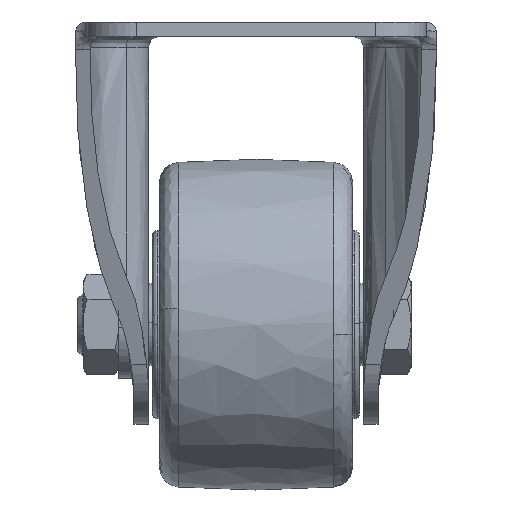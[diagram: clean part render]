
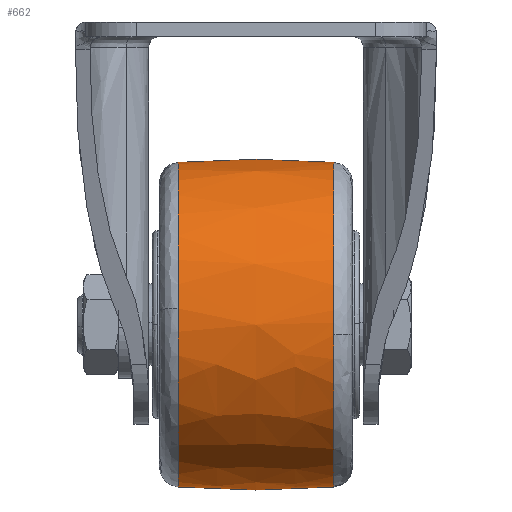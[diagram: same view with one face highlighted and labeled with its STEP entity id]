
A CAD part, left-side view. The second image highlights one B-rep face of the part: STEP entity #662.
In plain terms, the highlighted free-form (B-spline) face has degree [2, 2] with [3, 7] control points.
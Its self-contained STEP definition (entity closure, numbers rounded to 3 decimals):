
#374=CARTESIAN_POINT('',(-31.752,15.306,-56.297));
#375=VERTEX_POINT('',#374);
#389=CARTESIAN_POINT('',(0.0,15.306,-27.587));
#390=VERTEX_POINT('',#389);
#391=CARTESIAN_POINT('',(0.0,15.306,-27.587));
#392=CARTESIAN_POINT('',(-28.856,15.306,-27.587));
#393=CARTESIAN_POINT('',(-31.752,15.306,-56.297));
#401=(BOUNDED_CURVE()B_SPLINE_CURVE(2,(#391,#392,#393),.UNSPECIFIED.,.F.,.U.)B_SPLINE_CURVE_WITH_KNOTS((3,3),(0.5,0.733),.UNSPECIFIED.)CURVE()GEOMETRIC_REPRESENTATION_ITEM()RATIONAL_B_SPLINE_CURVE((1.0,0.728,0.962))REPRESENTATION_ITEM(''));
#402=EDGE_CURVE('',#390,#375,#401,.T.);
#468=CARTESIAN_POINT('',(0.0,15.306,-91.413));
#469=VERTEX_POINT('',#468);
#483=CARTESIAN_POINT('',(-31.752,15.306,-56.297));
#484=CARTESIAN_POINT('',(-31.913,15.306,-57.895));
#485=CARTESIAN_POINT('',(-31.913,15.306,-59.5));
#486=CARTESIAN_POINT('',(-31.913,15.306,-91.413));
#487=CARTESIAN_POINT('',(0.0,15.306,-91.413));
#495=(BOUNDED_CURVE()B_SPLINE_CURVE(2,(#483,#484,#485,#486,#487),.UNSPECIFIED.,.F.,.U.)B_SPLINE_CURVE_WITH_KNOTS((3,2,3),(0.733,0.75,1.0),.UNSPECIFIED.)CURVE()GEOMETRIC_REPRESENTATION_ITEM()RATIONAL_B_SPLINE_CURVE((0.962,0.98,1.0,0.707,1.0))REPRESENTATION_ITEM(''));
#496=EDGE_CURVE('',#375,#469,#495,.T.);
#532=CARTESIAN_POINT('',(0.0,-15.306,-91.413));
#533=VERTEX_POINT('',#532);
#534=CARTESIAN_POINT('',(0.0,-15.306,-91.413));
#535=CARTESIAN_POINT('',(0.0,0.,-92.588));
#536=CARTESIAN_POINT('',(0.0,15.306,-91.413));
#544=(BOUNDED_CURVE()B_SPLINE_CURVE(2,(#534,#535,#536),.UNSPECIFIED.,.F.,.U.)B_SPLINE_CURVE_WITH_KNOTS((3,3),(0.436,0.564),.UNSPECIFIED.)CURVE()GEOMETRIC_REPRESENTATION_ITEM()RATIONAL_B_SPLINE_CURVE((0.92,0.917,0.92))REPRESENTATION_ITEM(''));
#545=EDGE_CURVE('',#533,#469,#544,.T.);
#549=CARTESIAN_POINT('',(0.0,-15.306,-27.587));
#550=VERTEX_POINT('',#549);
#551=CARTESIAN_POINT('',(0.0,-15.306,-27.587));
#552=CARTESIAN_POINT('',(0.0,0.,-26.412));
#553=CARTESIAN_POINT('',(0.0,15.306,-27.587));
#561=(BOUNDED_CURVE()B_SPLINE_CURVE(2,(#551,#552,#553),.UNSPECIFIED.,.F.,.U.)B_SPLINE_CURVE_WITH_KNOTS((3,3),(0.436,0.564),.UNSPECIFIED.)CURVE()GEOMETRIC_REPRESENTATION_ITEM()RATIONAL_B_SPLINE_CURVE((0.92,0.917,0.92))REPRESENTATION_ITEM(''));
#562=EDGE_CURVE('',#550,#390,#561,.T.);
#597=CARTESIAN_POINT('',(0.889,-16.83,-27.709));
#598=CARTESIAN_POINT('',(0.928,0.,-26.288));
#599=CARTESIAN_POINT('',(0.889,16.83,-27.709));
#600=CARTESIAN_POINT('',(0.447,-16.83,-27.709));
#601=CARTESIAN_POINT('',(0.467,0.,-26.288));
#602=CARTESIAN_POINT('',(0.447,16.83,-27.709));
#603=CARTESIAN_POINT('',(-31.791,-16.83,-27.709));
#604=CARTESIAN_POINT('',(-33.212,0.,-26.288));
#605=CARTESIAN_POINT('',(-31.791,16.83,-27.709));
#606=CARTESIAN_POINT('',(-31.791,-16.83,-59.5));
#607=CARTESIAN_POINT('',(-33.212,0.,-59.5));
#608=CARTESIAN_POINT('',(-31.791,16.83,-59.5));
#609=CARTESIAN_POINT('',(-31.791,-16.83,-91.291));
#610=CARTESIAN_POINT('',(-33.212,0.,-92.712));
#611=CARTESIAN_POINT('',(-31.791,16.83,-91.291));
#612=CARTESIAN_POINT('',(0.447,-16.83,-91.291));
#613=CARTESIAN_POINT('',(0.467,0.,-92.712));
#614=CARTESIAN_POINT('',(0.447,16.83,-91.291));
#615=CARTESIAN_POINT('',(0.889,-16.83,-91.291));
#616=CARTESIAN_POINT('',(0.928,0.,-92.712));
#617=CARTESIAN_POINT('',(0.889,16.83,-91.291));
#625=(BOUNDED_SURFACE()B_SPLINE_SURFACE(2,2,((#597,#600,#603,#606,#609,#612,#615),(#598,#601,#604,#607,#610,#613,#616),(#599,#602,#605,#608,#611,#614,#617)),.UNSPECIFIED.,.F.,.F.,.U.)B_SPLINE_SURFACE_WITH_KNOTS((3,3),(3,1,2,1,3),(0.0,33.72),(0.0,1.077,54.925,108.772,109.849),.UNSPECIFIED.)GEOMETRIC_REPRESENTATION_ITEM()RATIONAL_B_SPLINE_SURFACE(((0.931,0.926,0.651,0.92,0.651,0.926,0.931),(0.928,0.922,0.649,0.917,0.649,0.922,0.928),(0.931,0.926,0.651,0.92,0.651,0.926,0.931)))REPRESENTATION_ITEM('')SURFACE());
#626=ORIENTED_EDGE('',*,*,#545,.F.);
#627=CARTESIAN_POINT('',(-31.85,-15.306,-61.504));
#628=VERTEX_POINT('',#627);
#629=CARTESIAN_POINT('',(-31.85,-15.306,-61.504));
#630=CARTESIAN_POINT('',(-29.969,-15.306,-91.413));
#631=CARTESIAN_POINT('',(0.0,-15.306,-91.413));
#639=(BOUNDED_CURVE()B_SPLINE_CURVE(2,(#629,#630,#631),.UNSPECIFIED.,.F.,.U.)B_SPLINE_CURVE_WITH_KNOTS((3,3),(0.761,1.0),.UNSPECIFIED.)CURVE()GEOMETRIC_REPRESENTATION_ITEM()RATIONAL_B_SPLINE_CURVE((0.975,0.72,1.0))REPRESENTATION_ITEM(''));
#640=EDGE_CURVE('',#628,#533,#639,.T.);
#641=ORIENTED_EDGE('',*,*,#640,.F.);
#642=CARTESIAN_POINT('',(0.0,-15.306,-27.587));
#643=CARTESIAN_POINT('',(-31.913,-15.306,-27.587));
#644=CARTESIAN_POINT('',(-31.913,-15.306,-59.5));
#645=CARTESIAN_POINT('',(-31.913,-15.306,-60.503));
#646=CARTESIAN_POINT('',(-31.85,-15.306,-61.504));
#654=(BOUNDED_CURVE()B_SPLINE_CURVE(2,(#642,#643,#644,#645,#646),.UNSPECIFIED.,.F.,.U.)B_SPLINE_CURVE_WITH_KNOTS((3,2,3),(0.5,0.75,0.761),.UNSPECIFIED.)CURVE()GEOMETRIC_REPRESENTATION_ITEM()RATIONAL_B_SPLINE_CURVE((1.0,0.707,1.0,0.987,0.975))REPRESENTATION_ITEM(''));
#655=EDGE_CURVE('',#550,#628,#654,.T.);
#656=ORIENTED_EDGE('',*,*,#655,.F.);
#657=ORIENTED_EDGE('',*,*,#562,.T.);
#658=ORIENTED_EDGE('',*,*,#402,.T.);
#659=ORIENTED_EDGE('',*,*,#496,.T.);
#660=EDGE_LOOP('',(#626,#641,#656,#657,#658,#659));
#661=FACE_OUTER_BOUND('',#660,.T.);
#662=ADVANCED_FACE('',(#661),#625,.T.);
